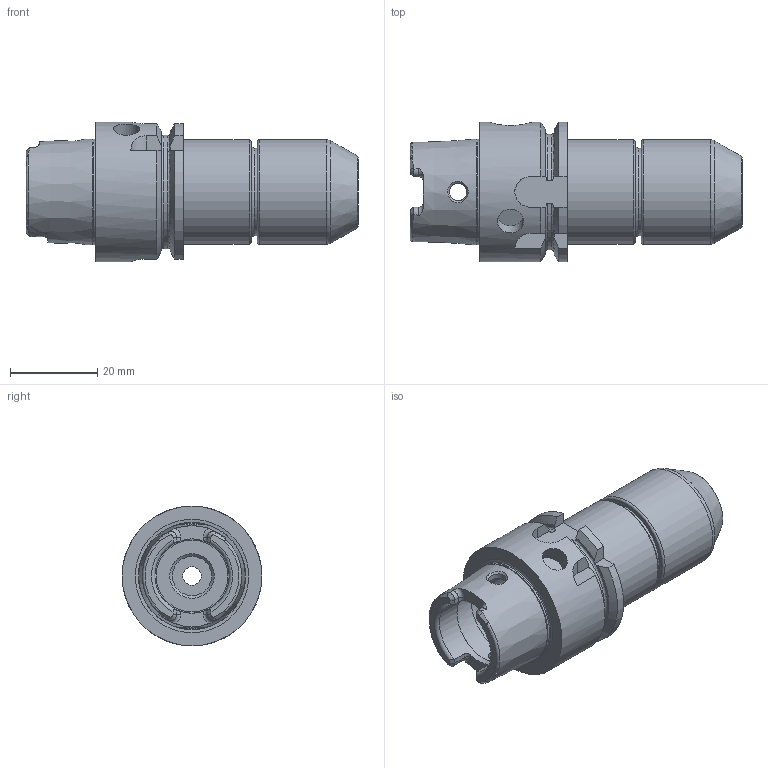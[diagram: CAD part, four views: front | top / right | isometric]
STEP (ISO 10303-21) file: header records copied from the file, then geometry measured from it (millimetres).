
FILE_DESCRIPTION( ( 'Unknown' ), '1' );
FILE_NAME( '553211620-C.stp', 'Unknown', ( 'Unknown' ), ( 'Unknown' ), 'PSStep 15.0.49', 'Unknown', ' ' );
FILE_SCHEMA( ( 'AUTOMOTIVE_DESIGN { 1 0 10303 214 1 1 1 1 }' ) );
Length unit declared in the file: millimetre
Products named in the file (2): 1; F-72-560-485-200_0
Bounding box: 76 x 32 x 32 mm (x, y, z)
Volume: 25588 mm3; surface area: 13675.7 mm2
Topology: 2 solids, 2 shells, 147 faces, 365 edges, 230 vertices
Faces by surface type: plane 53, cylinder 42, torus 26, cone 24, bspline 2
Full cylindrical faces by diameter (mm): 4 x2, 4.2 x1, 6 x1, 9 x1, 10 x1, 10.5 x1, 10.6 x1, 13 x1, 17 x2, 17.092 x1, 17.5 x1, 18.7 x1, 18.917 x1, 20 x1, 20.15 x2, 20.5 x1, 24 x2, 24.128 x1, 32 x1
Entity records: 5997 total; most frequent: CARTESIAN_POINT 1640, DIRECTION 648, ORIENTED_EDGE 592, EDGE_CURVE 296, AXIS2_PLACEMENT_3D 275, EDGE_LOOP 216, VERTEX_POINT 216, FACE_OUTER_BOUND 186
